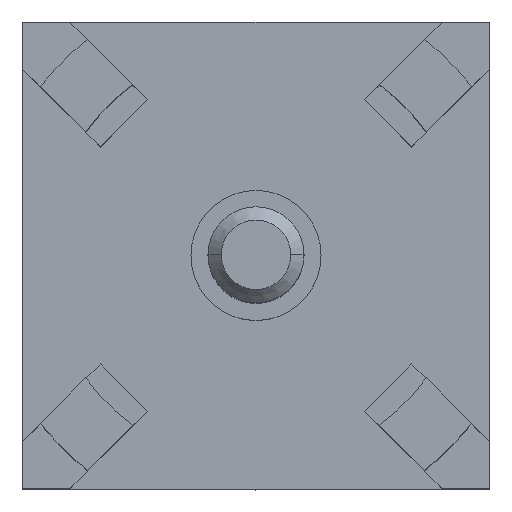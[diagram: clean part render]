
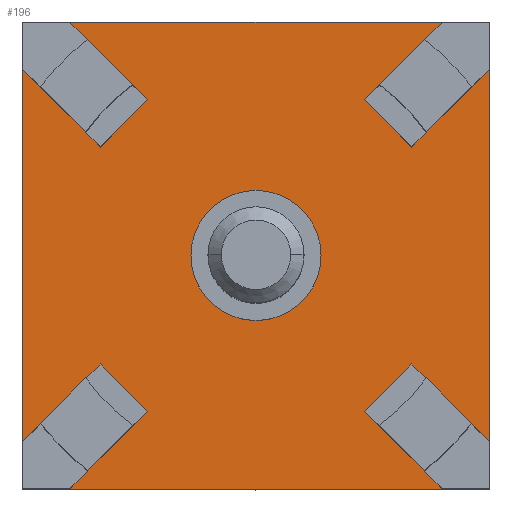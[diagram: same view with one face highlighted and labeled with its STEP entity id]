
A CAD part, top view. The second image highlights one B-rep face of the part: STEP entity #196.
In plain terms, the highlighted planar face has unit normal (0, 0, 1).
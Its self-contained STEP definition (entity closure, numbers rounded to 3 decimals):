
#65 = CARTESIAN_POINT ( 'NONE',  ( -0.813, -1.167, 0. ) ) ;
#163 = EDGE_CURVE ( 'NONE', #1709, #1786, #351, .T. ) ;
#168 = EDGE_CURVE ( 'NONE', #1821, #1792, #1974, .T. ) ;
#177 = EDGE_CURVE ( 'NONE', #1801, #1753, #1903, .T. ) ;
#179 = EDGE_CURVE ( 'NONE', #1735, #1821, #1946, .T. ) ;
#180 = EDGE_CURVE ( 'NONE', #1806, #1796, #1918, .T. ) ;
#182 = EDGE_CURVE ( 'NONE', #1734, #1769, #1847, .T. ) ;
#183 = EDGE_CURVE ( 'NONE', #1735, #1786, #1906, .T. ) ;
#186 = EDGE_CURVE ( 'NONE', #407, #1797, #1995, .T. ) ;
#188 = EDGE_CURVE ( 'NONE', #1792, #1781, #1921, .T. ) ;
#196 = ADVANCED_FACE ( 'NONE', ( #1889, #1928 ), #1869, .F. ) ;
#351 = LINE ( 'NONE', #1910, #1072 ) ;
#407 = VERTEX_POINT ( 'NONE', #65 ) ;
#475 = LINE ( 'NONE', #485, #1115 ) ;
#481 = LINE ( 'NONE', #491, #1139 ) ;
#485 = CARTESIAN_POINT ( 'NONE',  ( -0.813, -1.167, 0. ) ) ;
#486 = DIRECTION ( 'NONE',  ( 0.707, 0.707, 0. ) ) ;
#491 = CARTESIAN_POINT ( 'NONE',  ( -1.167, 0.813, 0. ) ) ;
#492 = DIRECTION ( 'NONE',  ( 0.707, 0.707, 0. ) ) ;
#499 = LINE ( 'NONE', #500, #1151 ) ;
#500 = CARTESIAN_POINT ( 'NONE',  ( 1.75, 1.75, 0. ) ) ;
#501 = DIRECTION ( 'NONE',  ( 0., 1., 0. ) ) ;
#502 = LINE ( 'NONE', #503, #1098 ) ;
#503 = CARTESIAN_POINT ( 'NONE',  ( 0.813, -1.167, 0. ) ) ;
#504 = DIRECTION ( 'NONE',  ( 0.707, -0.707, 0. ) ) ;
#505 = LINE ( 'NONE', #506, #1146 ) ;
#506 = CARTESIAN_POINT ( 'NONE',  ( -1.167, -0.813, 0. ) ) ;
#507 = DIRECTION ( 'NONE',  ( -0.707, -0.707, 0. ) ) ;
#514 = LINE ( 'NONE', #515, #1111 ) ;
#515 = CARTESIAN_POINT ( 'NONE',  ( 0.813, -1.167, 0. ) ) ;
#516 = DIRECTION ( 'NONE',  ( -0.707, -0.707, 0. ) ) ;
#535 = CARTESIAN_POINT ( 'NONE',  ( -1.75, -1.396, 0. ) ) ;
#545 = CARTESIAN_POINT ( 'NONE',  ( -0.813, 1.167, 0. ) ) ;
#548 = CARTESIAN_POINT ( 'NONE',  ( 1.396, 1.75, 0. ) ) ;
#550 = CARTESIAN_POINT ( 'NONE',  ( 1.75, -1.396, 0. ) ) ;
#551 = CARTESIAN_POINT ( 'NONE',  ( -1.167, -0.813, 0. ) ) ;
#552 = CARTESIAN_POINT ( 'NONE',  ( 1.167, -0.813, 0. ) ) ;
#553 = CARTESIAN_POINT ( 'NONE',  ( 1.396, -1.75, 0. ) ) ;
#554 = CARTESIAN_POINT ( 'NONE',  ( 0.813, -1.167, 0. ) ) ;
#556 = CARTESIAN_POINT ( 'NONE',  ( -1.75, 1.396, 0. ) ) ;
#557 = CARTESIAN_POINT ( 'NONE',  ( 1.75, 1.396, 0. ) ) ;
#558 = CARTESIAN_POINT ( 'NONE',  ( -1.396, 1.75, 0. ) ) ;
#559 = CARTESIAN_POINT ( 'NONE',  ( -1.396, -1.75, 0. ) ) ;
#560 = CARTESIAN_POINT ( 'NONE',  ( 1.167, 0.813, 0. ) ) ;
#562 = CARTESIAN_POINT ( 'NONE',  ( -1.167, 0.813, 0. ) ) ;
#568 = CARTESIAN_POINT ( 'NONE',  ( 0.813, 1.167, 0. ) ) ;
#574 = CARTESIAN_POINT ( 'NONE',  ( 0.487, 0., 0. ) ) ;
#583 = CARTESIAN_POINT ( 'NONE',  ( -0.487, 0., 0. ) ) ;
#670 = CARTESIAN_POINT ( 'NONE',  ( 0., 0., 0. ) ) ;
#671 = DIRECTION ( 'NONE',  ( 0., 0., -1. ) ) ;
#672 = DIRECTION ( 'NONE',  ( -1., 0., 0. ) ) ;
#1002 = VECTOR ( 'NONE', #1879, 1000. ) ;
#1004 = AXIS2_PLACEMENT_3D ( 'NONE', #1492, #1487, #1490 ) ;
#1015 = CIRCLE ( 'NONE', #1004, 0.487 ) ;
#1017 = VECTOR ( 'NONE', #1937, 1000. ) ;
#1018 = VECTOR ( 'NONE', #1874, 1000. ) ;
#1023 = VECTOR ( 'NONE', #1980, 1000. ) ;
#1025 = VECTOR ( 'NONE', #1944, 1000. ) ;
#1043 = VECTOR ( 'NONE', #1882, 1000. ) ;
#1048 = VECTOR ( 'NONE', #1932, 1000. ) ;
#1057 = VECTOR ( 'NONE', #2002, 1000. ) ;
#1072 = VECTOR ( 'NONE', #1997, 1000. ) ;
#1083 = AXIS2_PLACEMENT_3D ( 'NONE', #1907, #1886, #1866 ) ;
#1098 = VECTOR ( 'NONE', #504, 1000. ) ;
#1101 = VECTOR ( 'NONE', #1671, 1000. ) ;
#1111 = VECTOR ( 'NONE', #516, 1000. ) ;
#1115 = VECTOR ( 'NONE', #486, 1000. ) ;
#1139 = VECTOR ( 'NONE', #492, 1000. ) ;
#1146 = VECTOR ( 'NONE', #507, 1000. ) ;
#1151 = VECTOR ( 'NONE', #501, 1000. ) ;
#1448 = EDGE_CURVE ( 'NONE', #2070, #2049, #1015, .T. ) ;
#1487 = DIRECTION ( 'NONE',  ( 0., 0., -1. ) ) ;
#1490 = DIRECTION ( 'NONE',  ( -1., 0., 0. ) ) ;
#1492 = CARTESIAN_POINT ( 'NONE',  ( 0., 0., 0. ) ) ;
#1548 = EDGE_CURVE ( 'NONE', #1801, #1817, #1641, .T. ) ;
#1554 = EDGE_CURVE ( 'NONE', #1806, #407, #475, .T. ) ;
#1556 = EDGE_CURVE ( 'NONE', #1817, #1709, #481, .T. ) ;
#1559 = EDGE_CURVE ( 'NONE', #1734, #1781, #499, .T. ) ;
#1560 = EDGE_CURVE ( 'NONE', #1759, #1796, #502, .T. ) ;
#1561 = EDGE_CURVE ( 'NONE', #1797, #1753, #505, .T. ) ;
#1564 = EDGE_CURVE ( 'NONE', #1769, #1759, #514, .T. ) ;
#1640 = CARTESIAN_POINT ( 'NONE',  ( -1.75, 1.396, 0. ) ) ;
#1641 = LINE ( 'NONE', #1640, #1101 ) ;
#1671 = DIRECTION ( 'NONE',  ( 0.707, -0.707, 0. ) ) ;
#1709 = VERTEX_POINT ( 'NONE', #545 ) ;
#1734 = VERTEX_POINT ( 'NONE', #550 ) ;
#1735 = VERTEX_POINT ( 'NONE', #548 ) ;
#1753 = VERTEX_POINT ( 'NONE', #535 ) ;
#1759 = VERTEX_POINT ( 'NONE', #554 ) ;
#1769 = VERTEX_POINT ( 'NONE', #552 ) ;
#1781 = VERTEX_POINT ( 'NONE', #557 ) ;
#1786 = VERTEX_POINT ( 'NONE', #558 ) ;
#1792 = VERTEX_POINT ( 'NONE', #560 ) ;
#1796 = VERTEX_POINT ( 'NONE', #553 ) ;
#1797 = VERTEX_POINT ( 'NONE', #551 ) ;
#1801 = VERTEX_POINT ( 'NONE', #556 ) ;
#1806 = VERTEX_POINT ( 'NONE', #559 ) ;
#1817 = VERTEX_POINT ( 'NONE', #562 ) ;
#1821 = VERTEX_POINT ( 'NONE', #568 ) ;
#1835 = AXIS2_PLACEMENT_3D ( 'NONE', #670, #671, #672 ) ;
#1836 = CIRCLE ( 'NONE', #1835, 0.487 ) ;
#1847 = LINE ( 'NONE', #1999, #1057 ) ;
#1866 = DIRECTION ( 'NONE',  ( -1., 0., 0. ) ) ;
#1869 = PLANE ( 'NONE',  #1083 ) ;
#1874 = DIRECTION ( 'NONE',  ( -1., 0., 0. ) ) ;
#1879 = DIRECTION ( 'NONE',  ( 0.707, -0.707, 0. ) ) ;
#1880 = CARTESIAN_POINT ( 'NONE',  ( -1.75, -1.75, 0. ) ) ;
#1882 = DIRECTION ( 'NONE',  ( -0.707, 0.707, 0. ) ) ;
#1886 = DIRECTION ( 'NONE',  ( 0., 0., -1. ) ) ;
#1889 = FACE_OUTER_BOUND ( 'NONE', #2106, .T. ) ;
#1897 = ORIENTED_EDGE ( 'NONE', *, *, #168, .F. ) ;
#1903 = LINE ( 'NONE', #1925, #1048 ) ;
#1906 = LINE ( 'NONE', #1942, #1018 ) ;
#1907 = CARTESIAN_POINT ( 'NONE',  ( 0., 1.16, 0. ) ) ;
#1910 = CARTESIAN_POINT ( 'NONE',  ( -1.396, 1.75, 0. ) ) ;
#1918 = LINE ( 'NONE', #1880, #1025 ) ;
#1921 = LINE ( 'NONE', #2005, #1023 ) ;
#1922 = ORIENTED_EDGE ( 'NONE', *, *, #1564, .F. ) ;
#1925 = CARTESIAN_POINT ( 'NONE',  ( -1.75, 1.75, 0. ) ) ;
#1928 = FACE_BOUND ( 'NONE', #2078, .T. ) ;
#1932 = DIRECTION ( 'NONE',  ( 0., -1., 0. ) ) ;
#1934 = ORIENTED_EDGE ( 'NONE', *, *, #1448, .T. ) ;
#1937 = DIRECTION ( 'NONE',  ( -0.707, -0.707, 0. ) ) ;
#1942 = CARTESIAN_POINT ( 'NONE',  ( -1.75, 1.75, 0. ) ) ;
#1944 = DIRECTION ( 'NONE',  ( 1., 0., 0. ) ) ;
#1946 = LINE ( 'NONE', #2003, #1017 ) ;
#1959 = CARTESIAN_POINT ( 'NONE',  ( 0.813, 1.167, 0. ) ) ;
#1964 = ORIENTED_EDGE ( 'NONE', *, *, #186, .F. ) ;
#1968 = CARTESIAN_POINT ( 'NONE',  ( -1.167, -0.813, 0. ) ) ;
#1974 = LINE ( 'NONE', #1959, #1002 ) ;
#1977 = ORIENTED_EDGE ( 'NONE', *, *, #1561, .F. ) ;
#1980 = DIRECTION ( 'NONE',  ( 0.707, 0.707, 0. ) ) ;
#1995 = LINE ( 'NONE', #1968, #1043 ) ;
#1997 = DIRECTION ( 'NONE',  ( -0.707, 0.707, 0. ) ) ;
#1999 = CARTESIAN_POINT ( 'NONE',  ( 1.167, -0.813, 0. ) ) ;
#2002 = DIRECTION ( 'NONE',  ( -0.707, 0.707, 0. ) ) ;
#2003 = CARTESIAN_POINT ( 'NONE',  ( 1.396, 1.75, 0. ) ) ;
#2005 = CARTESIAN_POINT ( 'NONE',  ( 1.75, 1.396, 0. ) ) ;
#2026 = ORIENTED_EDGE ( 'NONE', *, *, #182, .F. ) ;
#2041 = ORIENTED_EDGE ( 'NONE', *, *, #179, .F. ) ;
#2049 = VERTEX_POINT ( 'NONE', #574 ) ;
#2056 = ORIENTED_EDGE ( 'NONE', *, *, #183, .T. ) ;
#2070 = VERTEX_POINT ( 'NONE', #583 ) ;
#2078 = EDGE_LOOP ( 'NONE', ( #1934, #2091 ) ) ;
#2079 = ORIENTED_EDGE ( 'NONE', *, *, #1556, .F. ) ;
#2086 = ORIENTED_EDGE ( 'NONE', *, *, #1559, .T. ) ;
#2091 = ORIENTED_EDGE ( 'NONE', *, *, #2268, .T. ) ;
#2106 = EDGE_LOOP ( 'NONE', ( #2132, #2137, #2213, #1922, #2026, #2086, #2206, #1897, #2041, #2056, #2150, #2079, #2197, #2116, #1977, #1964 ) ) ;
#2116 = ORIENTED_EDGE ( 'NONE', *, *, #177, .T. ) ;
#2132 = ORIENTED_EDGE ( 'NONE', *, *, #1554, .F. ) ;
#2137 = ORIENTED_EDGE ( 'NONE', *, *, #180, .T. ) ;
#2150 = ORIENTED_EDGE ( 'NONE', *, *, #163, .F. ) ;
#2197 = ORIENTED_EDGE ( 'NONE', *, *, #1548, .F. ) ;
#2206 = ORIENTED_EDGE ( 'NONE', *, *, #188, .F. ) ;
#2213 = ORIENTED_EDGE ( 'NONE', *, *, #1560, .F. ) ;
#2268 = EDGE_CURVE ( 'NONE', #2049, #2070, #1836, .T. ) ;
